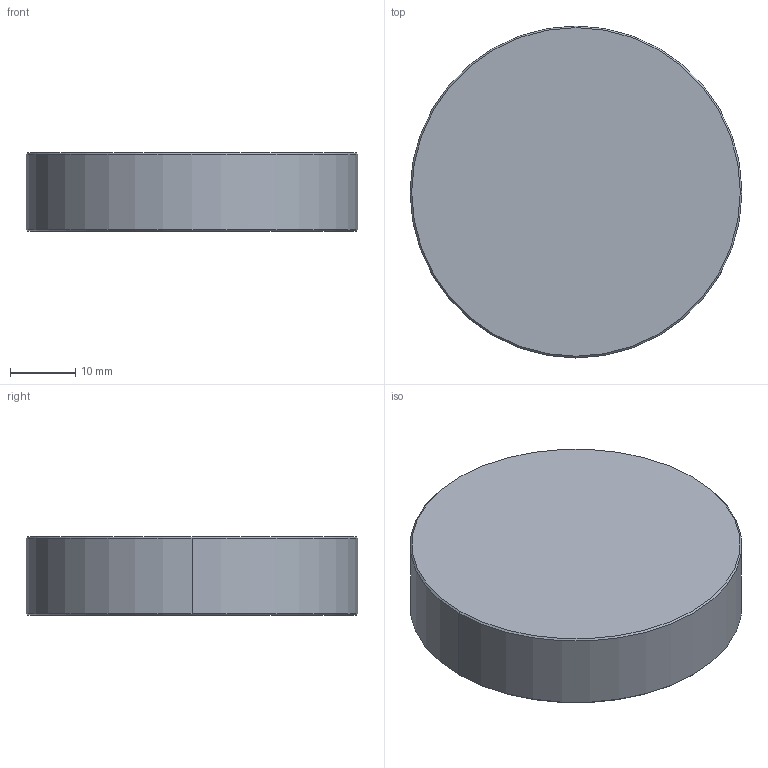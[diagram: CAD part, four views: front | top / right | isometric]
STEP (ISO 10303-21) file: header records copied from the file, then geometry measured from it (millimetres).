
FILE_DESCRIPTION (( 'STEP AP203' ), '1' );
FILE_NAME ('TTN045230-E0W.STEP', '2015-10-07T18:06:42', ( 'admin' ), ( '' ), 'SwSTEP 2.0', 'SolidWorks 2014', '' );
FILE_SCHEMA (( 'CONFIG_CONTROL_DESIGN' ));
Length unit declared in the file: millimetre
Products named in the file (1): TTN045230-E0W
Bounding box: 50.8 x 50.8 x 12 mm (x, y, z)
Volume: 24312 mm3; surface area: 5921.9 mm2
Topology: 1 solids, 1 shells, 191 faces, 500 edges, 332 vertices
Faces by surface type: plane 114, bspline 71, cone 4, cylinder 2
Entity records: 9729 total; most frequent: CARTESIAN_POINT 5423, ORIENTED_EDGE 1000, DIRECTION 608, EDGE_CURVE 500, LINE 350, VECTOR 350, VERTEX_POINT 332, EDGE_LOOP 212
